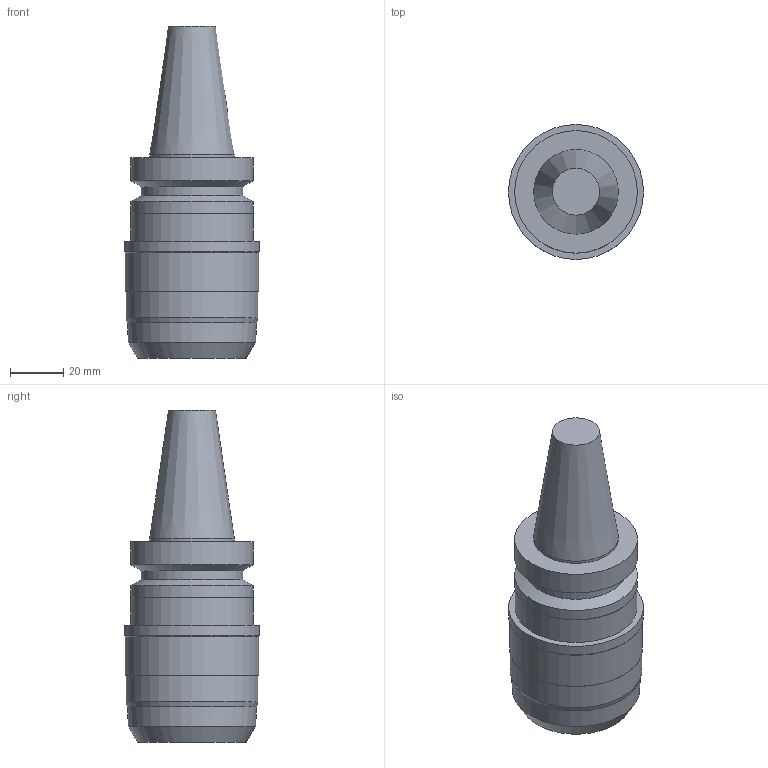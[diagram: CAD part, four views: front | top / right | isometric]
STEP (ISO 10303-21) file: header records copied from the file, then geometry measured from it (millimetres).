
FILE_DESCRIPTION((''),'1');
FILE_NAME('BBT30-HMC.750S-3.stp','2018-02-05T01:38:00',(''),(''),'Spatial Interop R21 SP3','Kubotek KeyCreator 2011 V10.0.2 (22737)',' ');
FILE_SCHEMA(('automotive_design'));
Length unit declared in the file: millimetre
Products named in the file (1): Unnamed[1]
Bounding box: 50.7 x 50.7 x 124.6 mm (x, y, z)
Volume: 155796.9 mm3; surface area: 18600.5 mm2
Topology: 1 solids, 1 shells, 21 faces, 37 edges, 20 vertices
Faces by surface type: cone 9, cylinder 8, plane 4
Full cylindrical faces by diameter (mm): 31.75 x1, 38 x1, 45.8 x1, 46 x2, 49.5 x1, 50 x1, 50.7 x1
Entity records: 794 total; most frequent: DIRECTION 84, PRESENTATION_STYLE_ASSIGNMENT 64, COLOUR_RGB 64, CARTESIAN_POINT 62, STYLED_ITEM 42, AXIS2_PLACEMENT_3D 42, CURVE_STYLE 42, DRAUGHTING_PRE_DEFINED_CURVE_FONT 42
